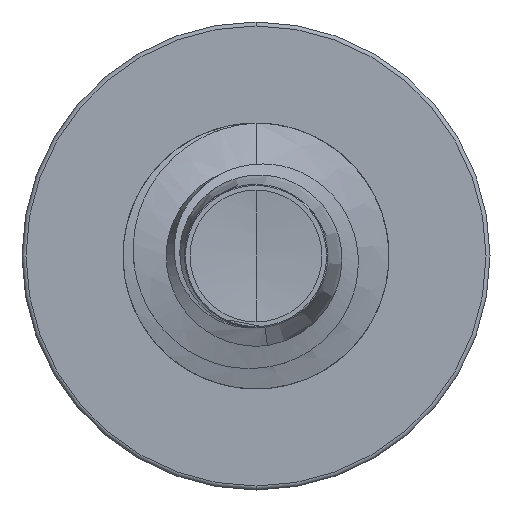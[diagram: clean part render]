
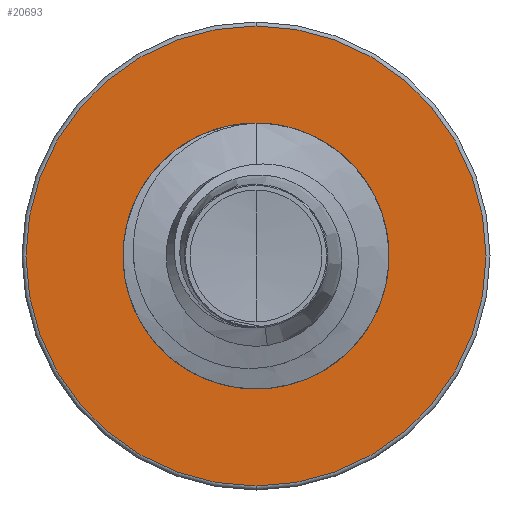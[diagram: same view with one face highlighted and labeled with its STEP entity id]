
A CAD part, front view. The second image highlights one B-rep face of the part: STEP entity #20693.
In plain terms, the highlighted planar face has unit normal (0, -1, 0).
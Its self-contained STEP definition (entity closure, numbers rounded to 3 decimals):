
#989 = VERTEX_POINT ( 'NONE', #9893 ) ;
#1066 = EDGE_CURVE ( 'NONE', #989, #19029, #14170, .T. ) ;
#1917 = EDGE_LOOP ( 'NONE', ( #12622, #23307 ) ) ;
#5191 = FACE_BOUND ( 'NONE', #1917, .T. ) ;
#6691 = VERTEX_POINT ( 'NONE', #7235 ) ;
#7235 = CARTESIAN_POINT ( 'NONE',  ( 0., 20., 4.325 ) ) ;
#7746 = DIRECTION ( 'NONE',  ( 0., 0., 1. ) ) ;
#7775 = DIRECTION ( 'NONE',  ( 0., 1., 0. ) ) ;
#7815 = CARTESIAN_POINT ( 'NONE',  ( 0., 20., 0. ) ) ;
#8690 = EDGE_CURVE ( 'NONE', #25773, #6691, #21068, .T. ) ;
#9131 = DIRECTION ( 'NONE',  ( 0., 0., 1. ) ) ;
#9163 = DIRECTION ( 'NONE',  ( 0., 1., 0. ) ) ;
#9166 = CARTESIAN_POINT ( 'NONE',  ( 0., 20., 0. ) ) ;
#9893 = CARTESIAN_POINT ( 'NONE',  ( 0., 20., 2.415 ) ) ;
#10011 = PLANE ( 'NONE',  #17963 ) ;
#10240 = CIRCLE ( 'NONE', #14094, 4.325 ) ;
#11367 = EDGE_CURVE ( 'NONE', #6691, #25773, #10240, .T. ) ;
#12622 = ORIENTED_EDGE ( 'NONE', *, *, #1066, .T. ) ;
#13814 = DIRECTION ( 'NONE',  ( 0., 1., 0. ) ) ;
#13943 = DIRECTION ( 'NONE',  ( 0., 0., 1. ) ) ;
#13946 = DIRECTION ( 'NONE',  ( 0., 1., 0. ) ) ;
#13974 = CARTESIAN_POINT ( 'NONE',  ( 0., 20., 0. ) ) ;
#14094 = AXIS2_PLACEMENT_3D ( 'NONE', #7815, #7775, #7746 ) ;
#14170 = CIRCLE ( 'NONE', #24437, 2.415 ) ;
#14513 = DIRECTION ( 'NONE',  ( 0., 1., 0. ) ) ;
#15037 = EDGE_LOOP ( 'NONE', ( #17583, #27436 ) ) ;
#16509 = FACE_OUTER_BOUND ( 'NONE', #15037, .T. ) ;
#16527 = AXIS2_PLACEMENT_3D ( 'NONE', #13974, #13946, #13943 ) ;
#17583 = ORIENTED_EDGE ( 'NONE', *, *, #11367, .F. ) ;
#17963 = AXIS2_PLACEMENT_3D ( 'NONE', #26044, #14513, #27797 ) ;
#19018 = CARTESIAN_POINT ( 'NONE',  ( 0., 20., -2.415 ) ) ;
#19029 = VERTEX_POINT ( 'NONE', #19018 ) ;
#20693 = ADVANCED_FACE ( 'NONE', ( #16509, #5191 ), #10011, .F. ) ;
#21068 = CIRCLE ( 'NONE', #16527, 4.325 ) ;
#21446 = CIRCLE ( 'NONE', #26224, 2.415 ) ;
#22831 = EDGE_CURVE ( 'NONE', #19029, #989, #21446, .T. ) ;
#23307 = ORIENTED_EDGE ( 'NONE', *, *, #22831, .T. ) ;
#24437 = AXIS2_PLACEMENT_3D ( 'NONE', #9166, #9163, #9131 ) ;
#25473 = CARTESIAN_POINT ( 'NONE',  ( 0., 20., 0. ) ) ;
#25773 = VERTEX_POINT ( 'NONE', #27818 ) ;
#26044 = CARTESIAN_POINT ( 'NONE',  ( 0., 20., -2.415 ) ) ;
#26224 = AXIS2_PLACEMENT_3D ( 'NONE', #25473, #13814, #27213 ) ;
#27213 = DIRECTION ( 'NONE',  ( 0., 0., 1. ) ) ;
#27436 = ORIENTED_EDGE ( 'NONE', *, *, #8690, .F. ) ;
#27797 = DIRECTION ( 'NONE',  ( 0., 0., 1. ) ) ;
#27818 = CARTESIAN_POINT ( 'NONE',  ( 0., 20., -4.325 ) ) ;
